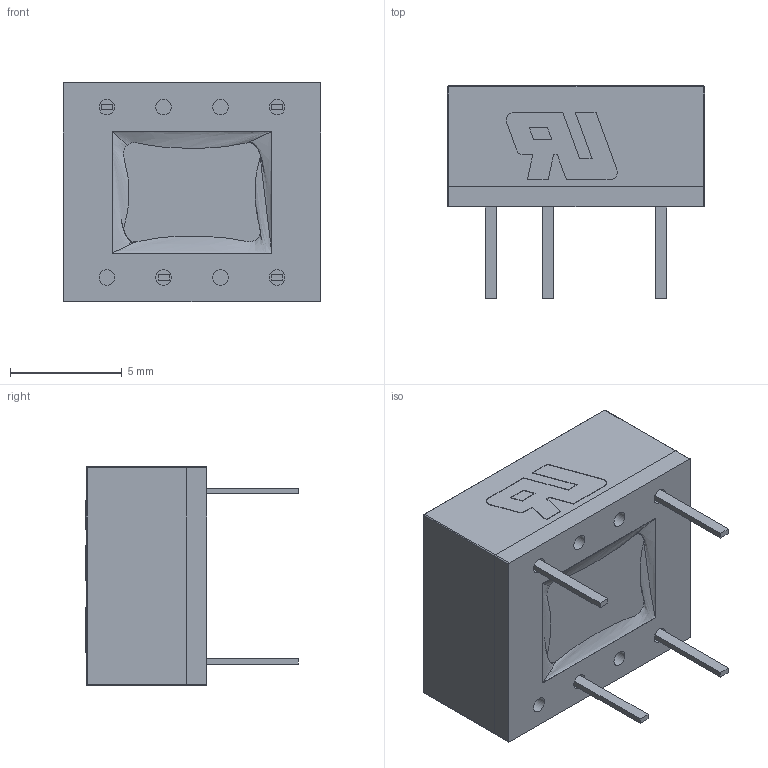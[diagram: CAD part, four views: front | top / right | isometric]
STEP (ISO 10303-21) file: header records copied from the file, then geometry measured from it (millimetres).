
FILE_DESCRIPTION (( 'STEP AP214' ), '1' );
FILE_NAME ('mps_dcdc_nke_dc_a.STEP', '2014-10-04T09:38:33', ( '' ), ( '' ), 'SwSTEP 2.0', 'SolidWorks 2014', '' );
FILE_SCHEMA (( 'AUTOMOTIVE_DESIGN' ));
Length unit declared in the file: millimetre
Products named in the file (1): mps_dcdc_nke_dc_a
Bounding box: 11.5 x 9.52 x 9.82 mm (x, y, z)
Volume: 786.1 mm3; surface area: 1422 mm2
Topology: 31 solids, 31 shells, 550 faces, 1442 edges, 962 vertices
Faces by surface type: plane 389, cylinder 134, bspline 23, sphere 4
Full cylindrical faces by diameter (mm): 0.7 x8, 1 x1
Entity records: 24545 total; most frequent: CARTESIAN_POINT 4613, ORIENTED_EDGE 2842, DIRECTION 2677, EDGE_CURVE 1421, LINE 1085, VECTOR 1085, VERTEX_POINT 954, AXIS2_PLACEMENT_3D 796
